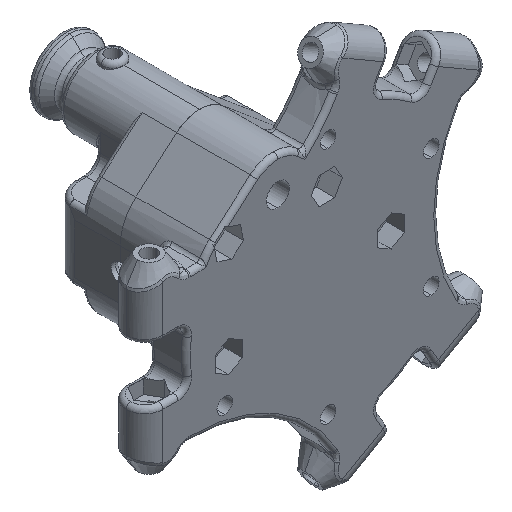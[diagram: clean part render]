
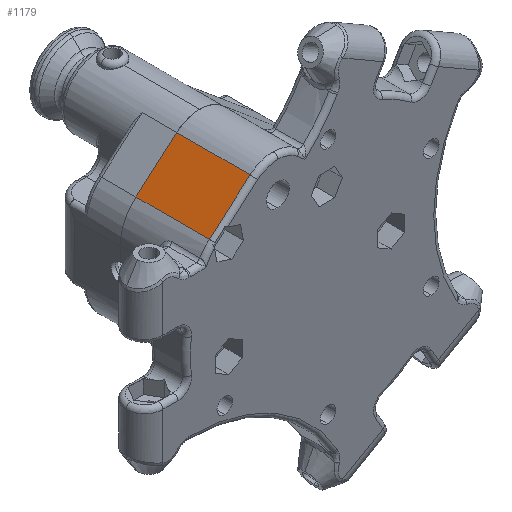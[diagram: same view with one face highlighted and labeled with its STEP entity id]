
A CAD part, isometric view. The second image highlights one B-rep face of the part: STEP entity #1179.
In plain terms, the highlighted planar face has unit normal (-0.657, 0, 0.754).
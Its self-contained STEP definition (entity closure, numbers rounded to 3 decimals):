
#688 = ORIENTED_EDGE ( 'NONE', *, *, #7642, .T. ) ;
#1173 = VECTOR ( 'NONE', #1516, 1000. ) ;
#1179 = ADVANCED_FACE ( 'NONE', ( #7354 ), #14381, .F. ) ;
#1516 = DIRECTION ( 'NONE',  ( 0., -1., 0. ) ) ;
#3037 = ORIENTED_EDGE ( 'NONE', *, *, #13909, .T. ) ;
#3232 = CARTESIAN_POINT ( 'NONE',  ( -24.865, 13., 19.03 ) ) ;
#3652 = LINE ( 'NONE', #3232, #19398 ) ;
#4401 = CARTESIAN_POINT ( 'NONE',  ( -24.865, -3., 19.03 ) ) ;
#4623 = CARTESIAN_POINT ( 'NONE',  ( -15.972, 1., 26.771 ) ) ;
#4748 = DIRECTION ( 'NONE',  ( 0.657, 0., -0.754 ) ) ;
#5106 = VERTEX_POINT ( 'NONE', #14099 ) ;
#5387 = AXIS2_PLACEMENT_3D ( 'NONE', #14459, #4748, #18975 ) ;
#5555 = VERTEX_POINT ( 'NONE', #20377 ) ;
#5626 = VERTEX_POINT ( 'NONE', #9807 ) ;
#6181 = CARTESIAN_POINT ( 'NONE',  ( -24.865, 1., 19.03 ) ) ;
#6378 = VECTOR ( 'NONE', #16935, 1000. ) ;
#6521 = DIRECTION ( 'NONE',  ( 0.754, 0., 0.657 ) ) ;
#6855 = LINE ( 'NONE', #4401, #6378 ) ;
#7354 = FACE_OUTER_BOUND ( 'NONE', #15161, .T. ) ;
#7642 = EDGE_CURVE ( 'NONE', #5555, #20013, #12008, .T. ) ;
#7678 = EDGE_CURVE ( 'NONE', #5555, #5106, #3652, .T. ) ;
#8738 = ORIENTED_EDGE ( 'NONE', *, *, #7678, .F. ) ;
#9807 = CARTESIAN_POINT ( 'NONE',  ( -15.972, -3., 26.771 ) ) ;
#10186 = ORIENTED_EDGE ( 'NONE', *, *, #20352, .F. ) ;
#12008 = LINE ( 'NONE', #6181, #1173 ) ;
#12525 = DIRECTION ( 'NONE',  ( 0., -1., 0. ) ) ;
#13909 = EDGE_CURVE ( 'NONE', #20013, #5626, #6855, .T. ) ;
#14099 = CARTESIAN_POINT ( 'NONE',  ( -15.972, 13., 26.771 ) ) ;
#14105 = LINE ( 'NONE', #4623, #14834 ) ;
#14381 = PLANE ( 'NONE',  #5387 ) ;
#14459 = CARTESIAN_POINT ( 'NONE',  ( -24.865, 1., 19.03 ) ) ;
#14834 = VECTOR ( 'NONE', #12525, 1000. ) ;
#15161 = EDGE_LOOP ( 'NONE', ( #8738, #688, #3037, #10186 ) ) ;
#16935 = DIRECTION ( 'NONE',  ( 0.754, 0., 0.657 ) ) ;
#18975 = DIRECTION ( 'NONE',  ( -0.754, 0., -0.657 ) ) ;
#19398 = VECTOR ( 'NONE', #6521, 1000. ) ;
#19692 = CARTESIAN_POINT ( 'NONE',  ( -24.865, -3., 19.03 ) ) ;
#20013 = VERTEX_POINT ( 'NONE', #19692 ) ;
#20352 = EDGE_CURVE ( 'NONE', #5106, #5626, #14105, .T. ) ;
#20377 = CARTESIAN_POINT ( 'NONE',  ( -24.865, 13., 19.03 ) ) ;
